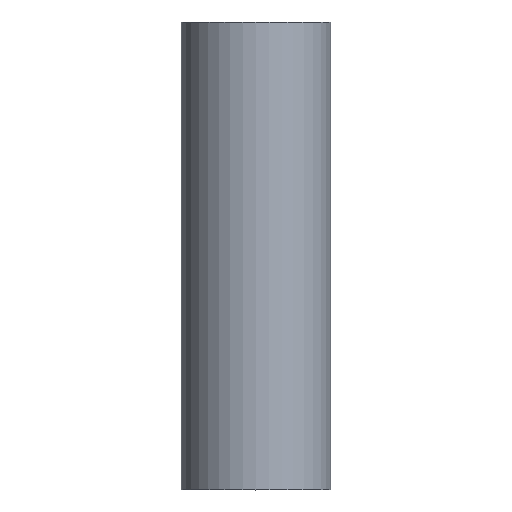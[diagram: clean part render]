
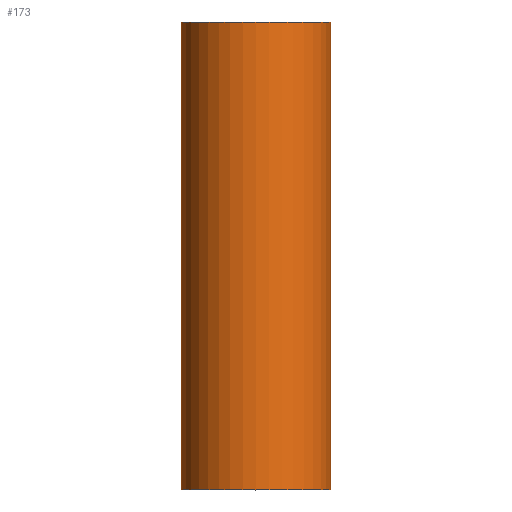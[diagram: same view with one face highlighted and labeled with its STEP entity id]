
A CAD part, top view. The second image highlights one B-rep face of the part: STEP entity #173.
In plain terms, the highlighted cylindrical face has radius 16 mm (diameter 32 mm), a full revolution.
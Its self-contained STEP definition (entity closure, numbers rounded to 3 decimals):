
#173 = ADVANCED_FACE( '', ( #367, #368 ), #369, .T. );
#367 = FACE_OUTER_BOUND( '', #578, .T. );
#368 = FACE_OUTER_BOUND( '', #579, .T. );
#369 = CYLINDRICAL_SURFACE( '', #580, 16. );
#578 = EDGE_LOOP( '', ( #1108 ) );
#579 = EDGE_LOOP( '', ( #1109 ) );
#580 = AXIS2_PLACEMENT_3D( '', #1110, #1111, #1112 );
#1108 = ORIENTED_EDGE( '', *, *, #1455, .T. );
#1109 = ORIENTED_EDGE( '', *, *, #1527, .F. );
#1110 = CARTESIAN_POINT( '', ( 0., 100., 0. ) );
#1111 = DIRECTION( '', ( 0., 1., 0. ) );
#1112 = DIRECTION( '', ( 0., 0., -1. ) );
#1455 = EDGE_CURVE( '', #1817, #1817, #1818, .T. );
#1527 = EDGE_CURVE( '', #1917, #1917, #1918, .T. );
#1817 = VERTEX_POINT( '', #2245 );
#1818 = CIRCLE( '', #2246, 16. );
#1917 = VERTEX_POINT( '', #2358 );
#1918 = CIRCLE( '', #2359, 16. );
#2245 = CARTESIAN_POINT( '', ( 16., 100., 0. ) );
#2246 = AXIS2_PLACEMENT_3D( '', #2709, #2710, #2711 );
#2358 = CARTESIAN_POINT( '', ( 16., 0., 0. ) );
#2359 = AXIS2_PLACEMENT_3D( '', #2857, #2858, #2859 );
#2709 = CARTESIAN_POINT( '', ( 0., 100., 0. ) );
#2710 = DIRECTION( '', ( 0., -1., 0. ) );
#2711 = DIRECTION( '', ( 1., 0., 0. ) );
#2857 = CARTESIAN_POINT( '', ( 0., 0., 0. ) );
#2858 = DIRECTION( '', ( 0., -1., 0. ) );
#2859 = DIRECTION( '', ( 1., 0., 0. ) );
